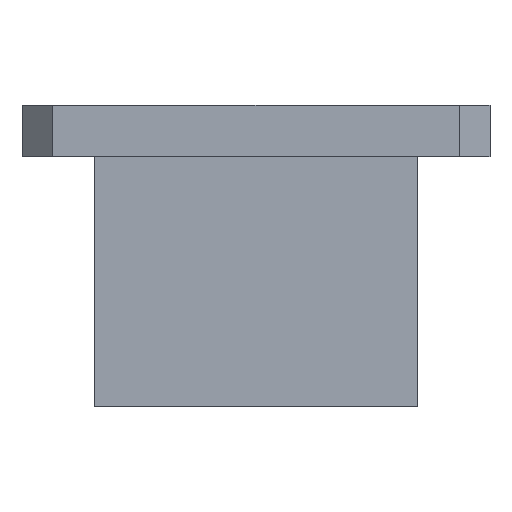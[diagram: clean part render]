
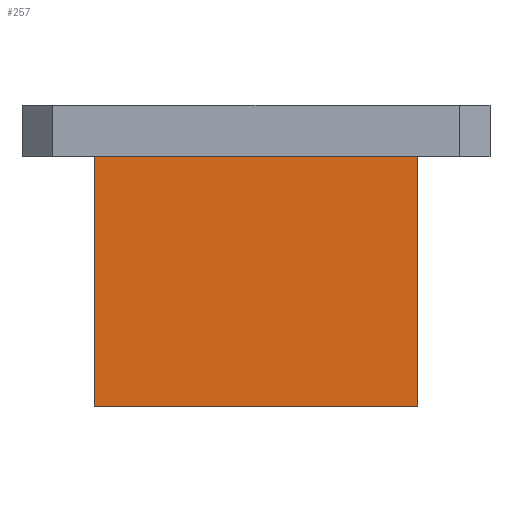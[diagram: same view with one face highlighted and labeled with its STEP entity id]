
A CAD part, front view. The second image highlights one B-rep face of the part: STEP entity #257.
In plain terms, the highlighted planar face has unit normal (0, -1, 0).
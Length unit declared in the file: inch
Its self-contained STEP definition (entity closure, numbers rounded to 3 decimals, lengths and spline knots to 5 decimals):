
#44 = ORIENTED_EDGE ( 'NONE', *, *, #5139, .F. ) ;
#112 = CARTESIAN_POINT ( 'NONE',  ( 2.51785, -0.41461, -1.4685 ) ) ;
#159 = VECTOR ( 'NONE', #1616, 39.37008 ) ;
#257 = ADVANCED_FACE ( 'NONE', ( #5753 ), #2030, .F. ) ;
#259 = CARTESIAN_POINT ( 'NONE',  ( -0.789, -0.41461, -1.4685 ) ) ;
#347 = EDGE_LOOP ( 'NONE', ( #44, #5864, #5787, #4644 ) ) ;
#880 = CARTESIAN_POINT ( 'NONE',  ( 0.789, -0.41461, -0.25 ) ) ;
#882 = CARTESIAN_POINT ( 'NONE',  ( 0.789, -0.41461, -1.4685 ) ) ;
#1529 = DIRECTION ( 'NONE',  ( 0., 0., -1. ) ) ;
#1616 = DIRECTION ( 'NONE',  ( -1., 0., 0. ) ) ;
#1687 = VERTEX_POINT ( 'NONE', #259 ) ;
#1939 = VERTEX_POINT ( 'NONE', #882 ) ;
#1990 = CARTESIAN_POINT ( 'NONE',  ( -0.789, -0.41461, -0.25 ) ) ;
#2030 = PLANE ( 'NONE',  #5784 ) ;
#2188 = LINE ( 'NONE', #2617, #5448 ) ;
#2422 = EDGE_CURVE ( 'NONE', #1939, #1687, #5226, .T. ) ;
#2617 = CARTESIAN_POINT ( 'NONE',  ( 0.789, -0.41461, -0.25 ) ) ;
#2647 = VECTOR ( 'NONE', #3310, 39.37008 ) ;
#2649 = EDGE_CURVE ( 'NONE', #3532, #1687, #4299, .T. ) ;
#2830 = LINE ( 'NONE', #3765, #2647 ) ;
#3081 = VECTOR ( 'NONE', #1529, 39.37008 ) ;
#3146 = VERTEX_POINT ( 'NONE', #880 ) ;
#3310 = DIRECTION ( 'NONE',  ( -1., 0., 0. ) ) ;
#3532 = VERTEX_POINT ( 'NONE', #5861 ) ;
#3765 = CARTESIAN_POINT ( 'NONE',  ( 2.51785, -0.41461, -0.25 ) ) ;
#4299 = LINE ( 'NONE', #1990, #3081 ) ;
#4644 = ORIENTED_EDGE ( 'NONE', *, *, #2422, .F. ) ;
#4791 = CARTESIAN_POINT ( 'NONE',  ( 2.51785, -0.41461, -0.25 ) ) ;
#4857 = EDGE_CURVE ( 'NONE', #3146, #3532, #2830, .T. ) ;
#4863 = DIRECTION ( 'NONE',  ( 0., 0., -1. ) ) ;
#4883 = DIRECTION ( 'NONE',  ( 1., 0., 0. ) ) ;
#5139 = EDGE_CURVE ( 'NONE', #3146, #1939, #2188, .T. ) ;
#5226 = LINE ( 'NONE', #112, #159 ) ;
#5300 = DIRECTION ( 'NONE',  ( 0., 1., 0. ) ) ;
#5448 = VECTOR ( 'NONE', #4863, 39.37008 ) ;
#5753 = FACE_OUTER_BOUND ( 'NONE', #347, .T. ) ;
#5784 = AXIS2_PLACEMENT_3D ( 'NONE', #4791, #5300, #4883 ) ;
#5787 = ORIENTED_EDGE ( 'NONE', *, *, #2649, .T. ) ;
#5861 = CARTESIAN_POINT ( 'NONE',  ( -0.789, -0.41461, -0.25 ) ) ;
#5864 = ORIENTED_EDGE ( 'NONE', *, *, #4857, .T. ) ;
